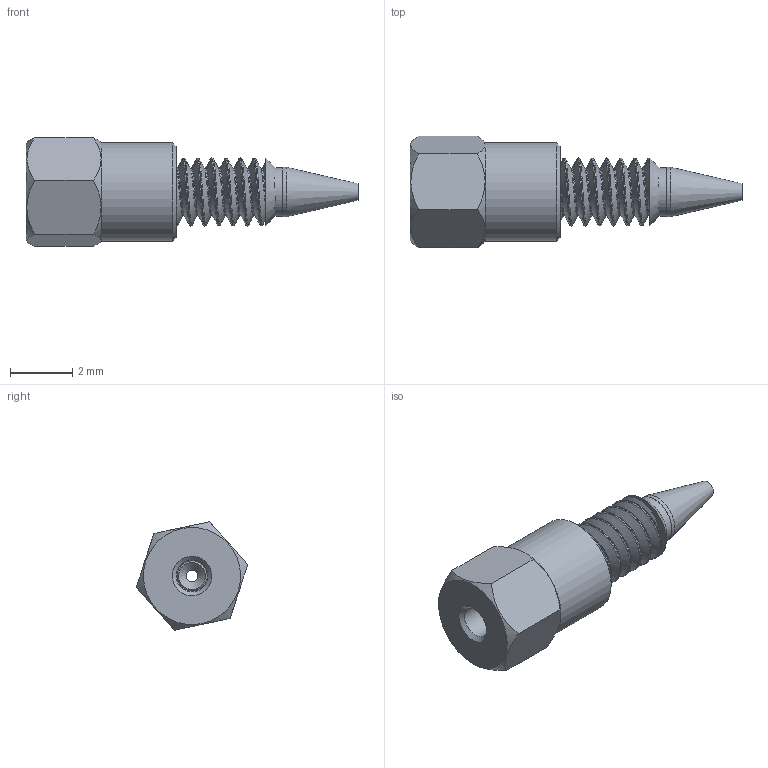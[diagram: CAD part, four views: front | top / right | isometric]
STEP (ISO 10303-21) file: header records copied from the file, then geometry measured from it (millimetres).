
FILE_DESCRIPTION((''),'2;1');
FILE_NAME('622305-C360NFS6 Snap-fitting.stp','2013-08-20T14:32:02',('Franzp'),(''),'Autodesk Inventor 2013','Autodesk Inventor 2013','');
FILE_SCHEMA(('AUTOMOTIVE_DESIGN { 1 0 10303 214 1 1 1 1 }'));
Length unit declared in the file: millimetre
Products named in the file (3): 622313; 622307
Assembly tree (2 placements, depth 2):
  622313
    622313
    622307
Bounding box: 10.67 x 3.59 x 3.49 mm (x, y, z)
Volume: 45.3 mm3; surface area: 175.3 mm2
Topology: 3 solids, 3 shells, 48 faces, 102 edges, 64 vertices
Faces by surface type: plane 16, cone 13, cylinder 11, bspline 6, torus 2
Full cylindrical faces by diameter (mm): 0.376 x1, 0.838 x1, 0.935 x1, 0.965 x1, 1.016 x1, 1.512 x2, 1.575 x1, 1.588 x1, 3.175 x1
Entity records: 2773 total; most frequent: CARTESIAN_POINT 1832, DIRECTION 170, ORIENTED_EDGE 156, AXIS2_PLACEMENT_3D 82, EDGE_CURVE 78, EDGE_LOOP 77, VERTEX_POINT 59, FACE_OUTER_BOUND 48
